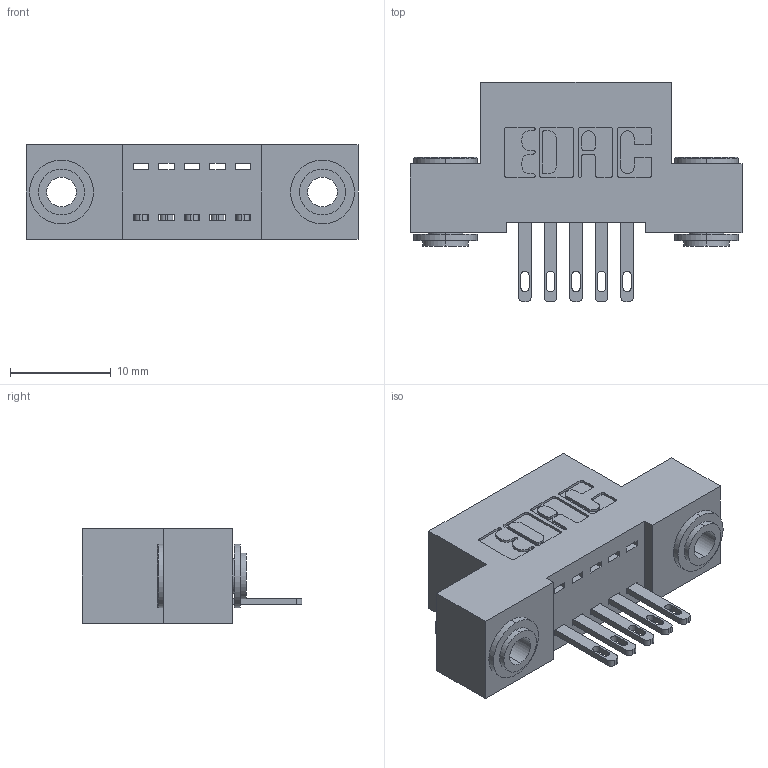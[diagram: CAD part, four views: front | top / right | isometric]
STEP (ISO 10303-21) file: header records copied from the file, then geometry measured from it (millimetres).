
FILE_DESCRIPTION (( 'STEP AP203' ), '1' );
FILE_NAME ('892-005-500-103.STEP', '2020-09-21T12:25:08', ( '' ), ( '' ), 'SwSTEP 2.0', 'SolidWorks 2020', '' );
FILE_SCHEMA (( 'CONFIG_CONTROL_DESIGN' ));
Length unit declared in the file: inch
Products named in the file (4): 345-292-001_345-293-100; 892-005-500-103; 342-250-002_345-250-002-102; 842 Part_.156 TH
Assembly tree (8 placements, depth 2):
  892-005-500-103
    842 Part_.156 TH
    345-292-001_345-293-100  x5
    342-250-002_345-250-002-102  x2
Bounding box: 33.02 x 21.85 x 9.4 mm (x, y, z)
Volume: 2784.8 mm3; surface area: 3634.5 mm2
Topology: 8 solids, 8 shells, 418 faces, 1215 edges, 806 vertices
Faces by surface type: plane 256, cylinder 154, cone 8
Entity records: 8290 total; most frequent: CARTESIAN_POINT 1412, ORIENTED_EDGE 1346, DIRECTION 1301, EDGE_CURVE 673, LINE 517, VECTOR 517, VERTEX_POINT 446, AXIS2_PLACEMENT_3D 392
